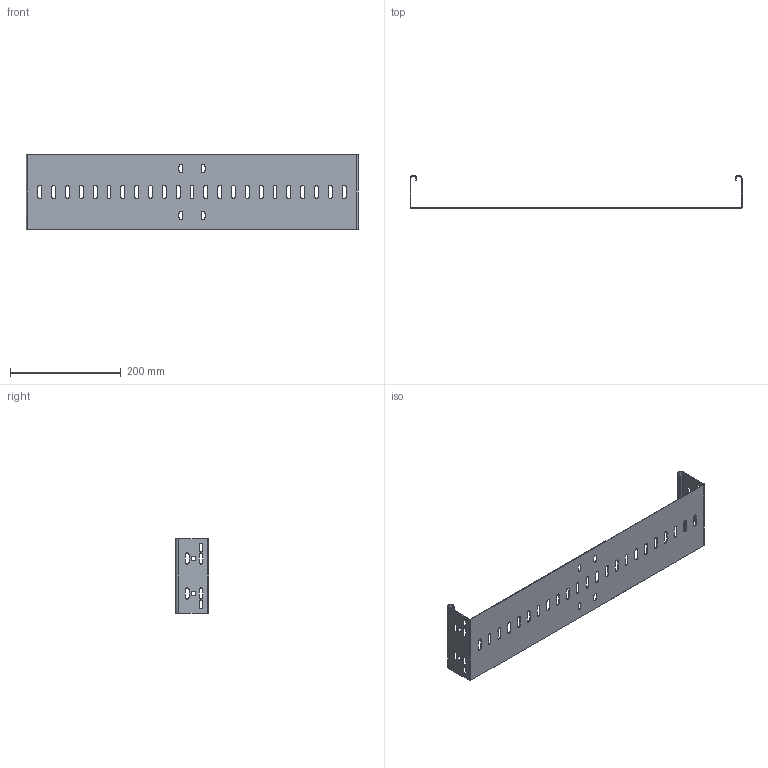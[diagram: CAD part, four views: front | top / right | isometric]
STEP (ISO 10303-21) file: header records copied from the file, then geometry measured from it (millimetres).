
FILE_DESCRIPTION(/* description */ (''),/* implementation_level */ '2;1');
FILE_NAME(/* name */ '6065722',/* time_stamp */ '2014-10-07T13:59:37+02:00',/* author */ (''),/* organization */ (''),/* preprocessor_version */ 'ST-DEVELOPER v15',/* originating_system */ '',/* authorisation */ '');
FILE_SCHEMA (('AUTOMOTIVE_DESIGN'));
Length unit declared in the file: millimetre
Products named in the file (1): Document
Bounding box: 600 x 60.49 x 135 mm (x, y, z)
Volume: 118759.5 mm3; surface area: 194537.3 mm2
Topology: 1 solids, 1 shells, 222 faces, 652 edges, 432 vertices
Faces by surface type: bspline 118, plane 104
Entity records: 7918 total; most frequent: CARTESIAN_POINT 4088, ORIENTED_EDGE 1304, EDGE_CURVE 652, VERTEX_POINT 432, EDGE_LOOP 308, B_SPLINE_CURVE_WITH_KNOTS 267, ADVANCED_FACE 222, FACE_OUTER_BOUND 222
